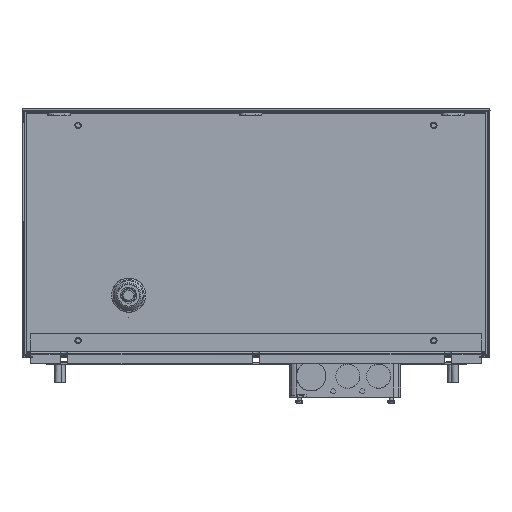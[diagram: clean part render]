
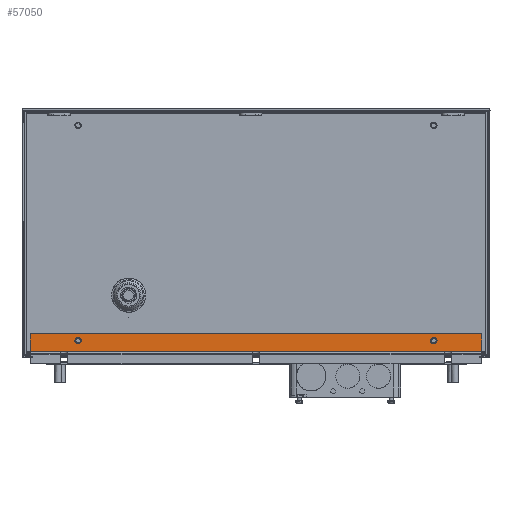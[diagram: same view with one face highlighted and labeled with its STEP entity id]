
A CAD part, front view. The second image highlights one B-rep face of the part: STEP entity #57050.
In plain terms, the highlighted free-form (B-spline) face has degree [1, 1] with [2, 2] control points.
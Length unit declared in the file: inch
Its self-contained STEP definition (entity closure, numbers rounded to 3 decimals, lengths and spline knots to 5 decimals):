
#55864=CARTESIAN_POINT('V2606',(3.06618,4.56586,
   -8.961));
#55865=VERTEX_POINT('V2606',#55864);
#55923=CARTESIAN_POINT('V2609',(-13.40582,
   4.56586,-8.961));
#55924=VERTEX_POINT('V2609',#55923);
#55960=CARTESIAN_POINT('E3976',(-13.40582,
   4.56586,-8.961));
#55961=CARTESIAN_POINT('E3976',(3.06618,4.56586,
   -8.961));
#55962=QUASI_UNIFORM_CURVE('E3976',1,(#55960,#55961),.POLYLINE_FORM.,
   .F.,.U.);
#55963=EDGE_CURVE('E3976',#55924,#55865,#55962,.T.);
#56812=CARTESIAN_POINT('V2610',(1.42518,4.56586,
   -8.569));
#56813=VERTEX_POINT('V2610',#56812);
#56819=CARTESIAN_POINT('E3977',(1.42518,4.56586,
   -8.569));
#56820=CARTESIAN_POINT('E3977',(1.42518,4.56586,
   -8.75779));
#56821=CARTESIAN_POINT('E3977',(1.26168,4.56586,
   -8.6634));
#56822=CARTESIAN_POINT('E3977',(1.09818,4.56586,
   -8.569));
#56823=CARTESIAN_POINT('E3977',(1.26168,4.56586,
   -8.4746));
#56824=CARTESIAN_POINT('E3977',(1.42518,4.56586,
   -8.38021));
#56825=CARTESIAN_POINT('E3977',(1.42518,4.56586,
   -8.569));
#56833=(BOUNDED_CURVE()B_SPLINE_CURVE(2,(#56819,#56820,#56821,
   #56822,#56823,#56824,#56825),.CIRCULAR_ARC.,.T.,.U.)
   B_SPLINE_CURVE_WITH_KNOTS((3,2,2,3),(0.0,0.33333,
   0.66667,1.0),.UNSPECIFIED.)CURVE()
   GEOMETRIC_REPRESENTATION_ITEM()RATIONAL_B_SPLINE_CURVE((1.0,
   0.5,1.0,0.5,1.0,0.5,1.0)
   )REPRESENTATION_ITEM('E3977'));
#56834=EDGE_CURVE('E3977',#56813,#56813,#56833,.T.);
#56881=CARTESIAN_POINT('V2611',(-11.54682,
   4.56586,-8.569));
#56882=VERTEX_POINT('V2611',#56881);
#56888=CARTESIAN_POINT('E3978',(-11.54682,
   4.56586,-8.569));
#56889=CARTESIAN_POINT('E3978',(-11.54682,
   4.56586,-8.75779));
#56890=CARTESIAN_POINT('E3978',(-11.71032,
   4.56586,-8.6634));
#56891=CARTESIAN_POINT('E3978',(-11.87382,
   4.56586,-8.569));
#56892=CARTESIAN_POINT('E3978',(-11.71032,
   4.56586,-8.4746));
#56893=CARTESIAN_POINT('E3978',(-11.54682,
   4.56586,-8.38021));
#56894=CARTESIAN_POINT('E3978',(-11.54682,
   4.56586,-8.569));
#56902=(BOUNDED_CURVE()B_SPLINE_CURVE(2,(#56888,#56889,#56890,
   #56891,#56892,#56893,#56894),.CIRCULAR_ARC.,.T.,.U.)
   B_SPLINE_CURVE_WITH_KNOTS((3,2,2,3),(0.0,0.33333,
   0.66667,1.0),.UNSPECIFIED.)CURVE()
   GEOMETRIC_REPRESENTATION_ITEM()RATIONAL_B_SPLINE_CURVE((1.0,
   0.5,1.0,0.5,1.0,0.5,1.0)
   )REPRESENTATION_ITEM('E3978'));
#56903=EDGE_CURVE('E3978',#56882,#56882,#56902,.T.);
#56922=CARTESIAN_POINT('V2608',(-13.40582,
   4.56586,-8.321));
#56923=VERTEX_POINT('V2608',#56922);
#56924=CARTESIAN_POINT('E3975',(-13.40582,
   4.56586,-8.321));
#56925=CARTESIAN_POINT('E3975',(-13.40582,
   4.56586,-8.961));
#56926=QUASI_UNIFORM_CURVE('E3975',1,(#56924,#56925),.POLYLINE_FORM.,
   .F.,.U.);
#56927=EDGE_CURVE('E3975',#56923,#55924,#56926,.T.);
#56950=CARTESIAN_POINT('V2607',(3.06618,4.56586,
   -8.321));
#56951=VERTEX_POINT('V2607',#56950);
#56952=CARTESIAN_POINT('E3974',(3.06618,4.56586,
   -8.321));
#56953=CARTESIAN_POINT('E3974',(-13.40582,
   4.56586,-8.321));
#56954=QUASI_UNIFORM_CURVE('E3974',1,(#56952,#56953),.POLYLINE_FORM.,
   .F.,.U.);
#56955=EDGE_CURVE('E3974',#56951,#56923,#56954,.T.);
#56976=CARTESIAN_POINT('E3973',(3.06618,4.56586,
   -8.961));
#56977=CARTESIAN_POINT('E3973',(3.06618,4.56586,
   -8.321));
#56978=QUASI_UNIFORM_CURVE('E3973',1,(#56976,#56977),.POLYLINE_FORM.,
   .F.,.U.);
#56979=EDGE_CURVE('E3973',#55865,#56951,#56978,.T.);
#57033=CARTESIAN_POINT('F1468',(-13.407,
   4.56586,-8.96218));
#57034=CARTESIAN_POINT('F1468',(3.06736,4.56586,
   -8.96218));
#57035=CARTESIAN_POINT('F1468',(-13.407,
   4.56586,-8.31982));
#57036=CARTESIAN_POINT('F1468',(3.06736,4.56586,
   -8.31982));
#57037=B_SPLINE_SURFACE_WITH_KNOTS('F1468',1,1,((#57033,#57035),(
   #57034,#57036)),.PLANE_SURF.,.F.,.F.,.U.,(2,2),(2,2),(0.0,
   25.64653),(0.0,1.0),.UNSPECIFIED.);
#57038=ORIENTED_EDGE('E3973',*,*,#56979,.T.);
#57039=ORIENTED_EDGE('E3974',*,*,#56955,.T.);
#57040=ORIENTED_EDGE('E3975',*,*,#56927,.T.);
#57041=ORIENTED_EDGE('E3976',*,*,#55963,.T.);
#57042=EDGE_LOOP('F1468',(#57038,#57039,#57040,#57041));
#57043=FACE_OUTER_BOUND('F1468',#57042,.T.);
#57044=ORIENTED_EDGE('E3978',*,*,#56903,.T.);
#57045=EDGE_LOOP('F1468',(#57044));
#57046=FACE_BOUND('F1468',#57045,.T.);
#57047=ORIENTED_EDGE('E3977',*,*,#56834,.T.);
#57048=EDGE_LOOP('F1468',(#57047));
#57049=FACE_BOUND('F1468',#57048,.T.);
#57050=ADVANCED_FACE('F1468',(#57043,#57046,#57049),#57037,.T.);
